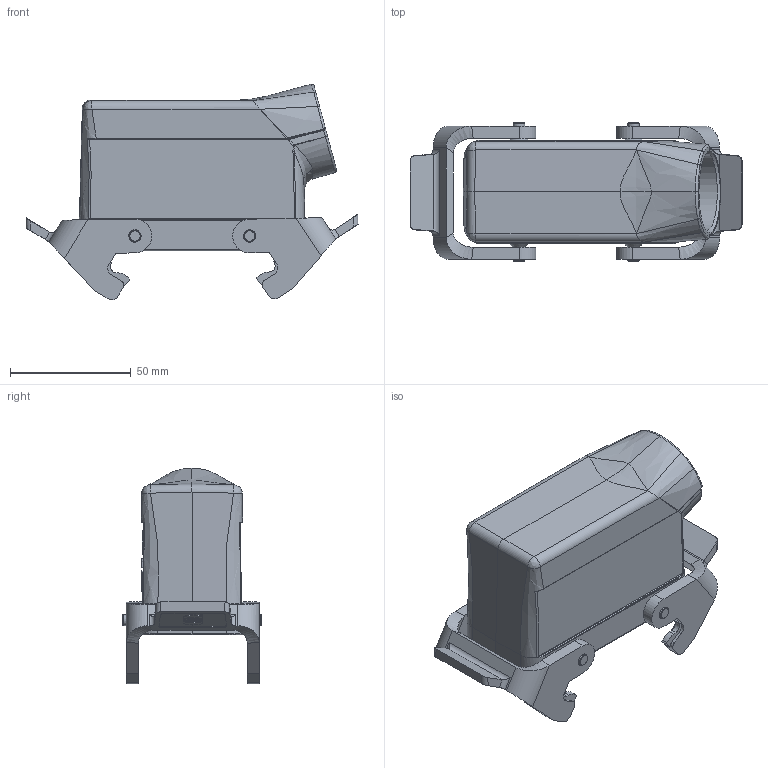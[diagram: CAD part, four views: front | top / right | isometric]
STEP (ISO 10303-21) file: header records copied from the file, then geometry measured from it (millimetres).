
FILE_DESCRIPTION((''),'2;1');
FILE_NAME('05300161569.stp','2020-07-09T12:50:40',('e.eickhoff'),(''),'Autodesk Inventor 2012','Autodesk Inventor 2012','');
FILE_SCHEMA(('AUTOMOTIVE_DESIGN { 1 0 10303 214 1 1 1 1 }'));
Length unit declared in the file: millimetre
Products named in the file (3): 05300161569; 05300161569 bügel
Assembly tree (3 placements, depth 2):
  05300161569
    05300161569 bügel  x2
    05300161569
Bounding box: 137.57 x 57.2 x 89.33 mm (x, y, z)
Volume: 88741.4 mm3; surface area: 52942.1 mm2
Topology: 3 solids, 3 shells, 776 faces, 2496 edges, 2288 vertices
Faces by surface type: plane 411, cylinder 168, bspline 154, cone 29, torus 12, sphere 2
Full cylindrical faces by diameter (mm): 0.537 x2, 0.788 x2, 3 x4, 5.13 x4, 28 x1, 32 x1
Entity records: 27626 total; most frequent: CARTESIAN_POINT 10890, DIRECTION 2959, ORIENTED_EDGE 2822, EDGE_CURVE 1411, AXIS2_PLACEMENT_3D 996, VECTOR 967, LINE 967, VERTEX_POINT 886
